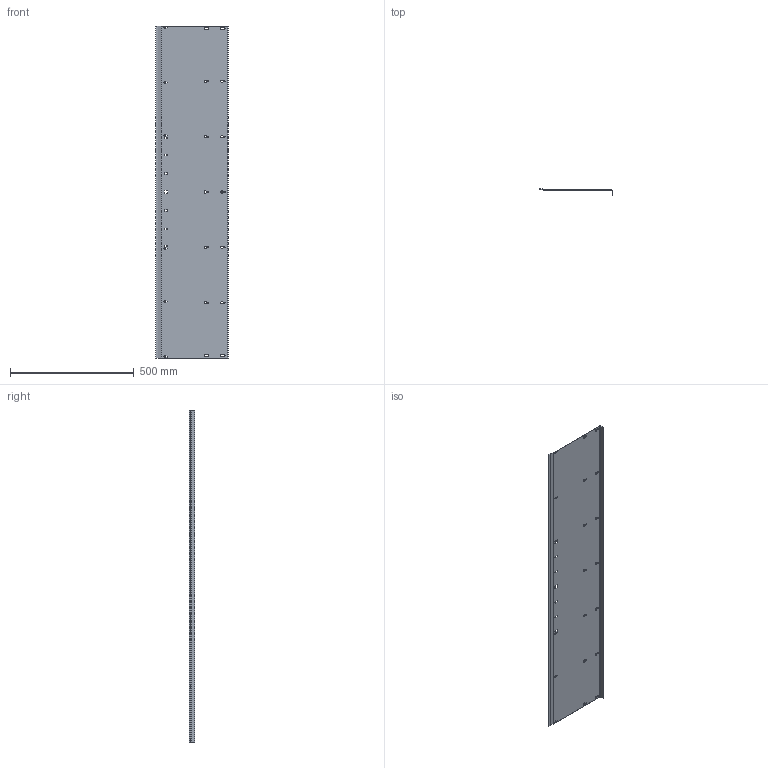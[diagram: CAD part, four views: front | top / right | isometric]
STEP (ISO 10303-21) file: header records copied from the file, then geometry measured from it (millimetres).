
FILE_DESCRIPTION(/* description */ (''),/* implementation_level */ '2;1');
FILE_NAME(/* name */ '190717_cover_HV.stp',/* time_stamp */ '2019-07-17T13:11:16+02:00',/* author */ (''),/* organization */ (''),/* preprocessor_version */ 'ST-DEVELOPER v16.7',/* originating_system */ 'SIEMENS PLM Software NX 12.0',/* authorisation */ '');
FILE_SCHEMA (('AUTOMOTIVE_DESIGN { 1 0 10303 214 3 1 1 1 }'));
Length unit declared in the file: millimetre
Products named in the file (1): bmas23D4C2D8s0qk
Bounding box: 294 x 22 x 1344 mm (x, y, z)
Volume: 414793.5 mm3; surface area: 834047.3 mm2
Topology: 1 solids, 1 shells, 126 faces, 372 edges, 248 vertices
Faces by surface type: plane 68, cylinder 58
Entity records: 4372 total; most frequent: CARTESIAN_POINT 747, ORIENTED_EDGE 744, DIRECTION 742, EDGE_CURVE 372, LINE 256, VECTOR 256, VERTEX_POINT 248, AXIS2_PLACEMENT_3D 243
